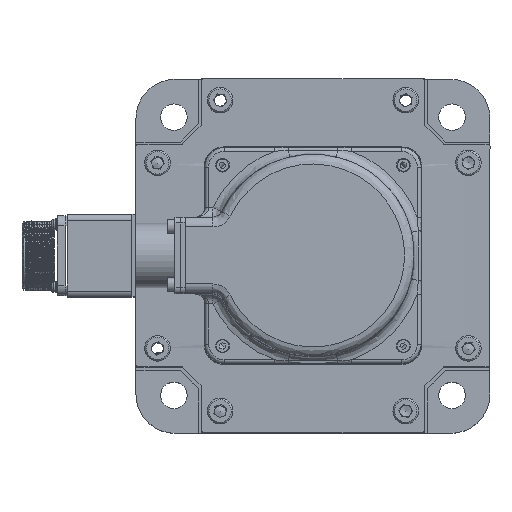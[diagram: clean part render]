
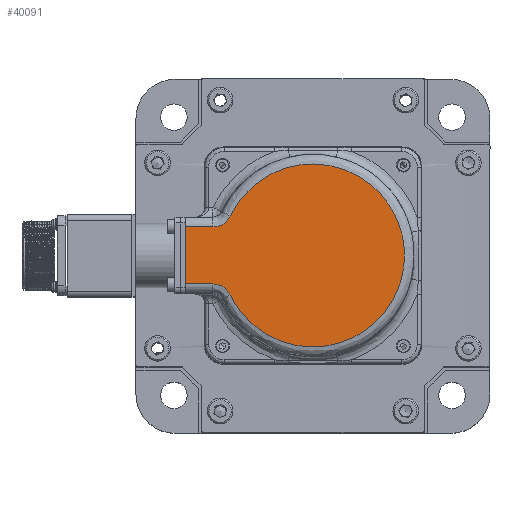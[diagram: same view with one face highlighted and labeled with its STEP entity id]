
A CAD part, top view. The second image highlights one B-rep face of the part: STEP entity #40091.
In plain terms, the highlighted planar face has unit normal (0, 0, 1).
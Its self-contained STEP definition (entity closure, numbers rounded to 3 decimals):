
#2410 = EDGE_LOOP ( 'NONE', ( #24782, #22611, #21860, #20139, #18899, #17020 ) ) ;
#2480 = CARTESIAN_POINT ( 'NONE',  ( -44.777, 16.545, 382. ) ) ;
#5720 = B_SPLINE_CURVE_WITH_KNOTS ( 'NONE', 3,
 ( #54596, #40510, #45301, #16719, #50057, #21407, #54796, #26170, #59583, #31003, #2480, #35861, #7325, #40718, #12167, #45507, #16916, #50253, #21599, #54989, #26369, #59789 ),
 .UNSPECIFIED., .F., .F.,
 ( 4, 1, 1, 1, 1, 2, 2, 2, 1, 1, 1, 1, 2, 2, 4 ),
 ( 0., 0.125, 0.188, 0.219, 0.234, 0.242, 0.25, 0.5, 0.625, 0.688, 0.719, 0.734, 0.742, 0.75, 1. ),
 .UNSPECIFIED. ) ;
#6169 = CARTESIAN_POINT ( 'NONE',  ( -65., 0., 382. ) ) ;
#6373 = CARTESIAN_POINT ( 'NONE',  ( -46.96, -14.5, 382. ) ) ;
#7325 = CARTESIAN_POINT ( 'NONE',  ( -46.627, 15.442, 382. ) ) ;
#7903 = EDGE_CURVE ( 'NONE', #36410, #30581, #41354, .T. ) ;
#12167 = CARTESIAN_POINT ( 'NONE',  ( -47.795, 14.997, 382. ) ) ;
#12255 = CARTESIAN_POINT ( 'NONE',  ( -41.901, -20.164, 382. ) ) ;
#14548 = VERTEX_POINT ( 'NONE', #24443 ) ;
#15773 = CARTESIAN_POINT ( 'NONE',  ( -43.614, -16.603, 382. ) ) ;
#16719 = CARTESIAN_POINT ( 'NONE',  ( -42.905, 18.5, 382. ) ) ;
#16916 = CARTESIAN_POINT ( 'NONE',  ( -48.081, 14.909, 382. ) ) ;
#17020 = ORIENTED_EDGE ( 'NONE', *, *, #26567, .T. ) ;
#17971 = CARTESIAN_POINT ( 'NONE',  ( 0., -14.5, 382. ) ) ;
#18281 = LINE ( 'NONE', #25377, #43795 ) ;
#18899 = ORIENTED_EDGE ( 'NONE', *, *, #27446, .T. ) ;
#20139 = ORIENTED_EDGE ( 'NONE', *, *, #33443, .T. ) ;
#21407 = CARTESIAN_POINT ( 'NONE',  ( -43.284, 18.032, 382. ) ) ;
#21599 = CARTESIAN_POINT ( 'NONE',  ( -48.169, 14.883, 382. ) ) ;
#21860 = ORIENTED_EDGE ( 'NONE', *, *, #43912, .T. ) ;
#22611 = ORIENTED_EDGE ( 'NONE', *, *, #7903, .F. ) ;
#24443 = CARTESIAN_POINT ( 'NONE',  ( -65., 14.5, 382. ) ) ;
#24782 = ORIENTED_EDGE ( 'NONE', *, *, #42867, .F. ) ;
#25377 = CARTESIAN_POINT ( 'NONE',  ( 0., 14.5, 382. ) ) ;
#25420 = VECTOR ( 'NONE', #27452, 1000. ) ;
#25672 = LINE ( 'NONE', #17971, #25420 ) ;
#26170 = CARTESIAN_POINT ( 'NONE',  ( -43.378, 17.924, 382. ) ) ;
#26369 = CARTESIAN_POINT ( 'NONE',  ( -49.989, 14.5, 382. ) ) ;
#26567 = EDGE_CURVE ( 'NONE', #33560, #57415, #25672, .T. ) ;
#27446 = EDGE_CURVE ( 'NONE', #14548, #33560, #33284, .T. ) ;
#27452 = DIRECTION ( 'NONE',  ( 1., 0., 0. ) ) ;
#30581 = VERTEX_POINT ( 'NONE', #12255 ) ;
#31003 = CARTESIAN_POINT ( 'NONE',  ( -44.052, 17.16, 382. ) ) ;
#31874 = CARTESIAN_POINT ( 'NONE',  ( -41.901, 20.164, 382. ) ) ;
#31886 = FACE_OUTER_BOUND ( 'NONE', #2410, .T. ) ;
#31957 = CARTESIAN_POINT ( 'NONE',  ( -50.912, -14.5, 382. ) ) ;
#33224 = VECTOR ( 'NONE', #34705, 1000. ) ;
#33284 = LINE ( 'NONE', #6169, #33224 ) ;
#33443 = EDGE_CURVE ( 'NONE', #54212, #14548, #18281, .T. ) ;
#33560 = VERTEX_POINT ( 'NONE', #35470 ) ;
#33787 =( BOUNDED_CURVE ( )  B_SPLINE_CURVE ( 3, ( #49131, #15773, #6373, #39771 ),
 .UNSPECIFIED., .F., .F. ) 
 B_SPLINE_CURVE_WITH_KNOTS ( ( 4, 4 ),
 ( 0., 1. ),
 .UNSPECIFIED. ) 
 CURVE ( )  GEOMETRIC_REPRESENTATION_ITEM ( )  RATIONAL_B_SPLINE_CURVE ( ( 1., 0.898, 0.898, 1. ) ) 
 REPRESENTATION_ITEM ( '' )  );
#34705 = DIRECTION ( 'NONE',  ( 0., -1., 0. ) ) ;
#35470 = CARTESIAN_POINT ( 'NONE',  ( -65., -14.5, 382. ) ) ;
#35861 = CARTESIAN_POINT ( 'NONE',  ( -45.997, 15.778, 382. ) ) ;
#36410 = VERTEX_POINT ( 'NONE', #31874 ) ;
#36751 = CARTESIAN_POINT ( 'NONE',  ( -50.912, 14.5, 382. ) ) ;
#36955 = AXIS2_PLACEMENT_3D ( 'NONE', #37646, #51790, #47258 ) ;
#37646 = CARTESIAN_POINT ( 'NONE',  ( 0., 0., 382. ) ) ;
#39771 = CARTESIAN_POINT ( 'NONE',  ( -50.912, -14.5, 382. ) ) ;
#40091 = ADVANCED_FACE ( 'NONE', ( #31886 ), #42485, .T. ) ;
#40510 = CARTESIAN_POINT ( 'NONE',  ( -42.101, 19.748, 382. ) ) ;
#40718 = CARTESIAN_POINT ( 'NONE',  ( -47.4, 15.131, 382. ) ) ;
#41354 =( BOUNDED_CURVE ( )  B_SPLINE_CURVE ( 3, ( #61162, #43561, #61372, #61083, #61020, #60971, #60962 ),
 .UNSPECIFIED., .F., .T. ) 
 B_SPLINE_CURVE_WITH_KNOTS ( ( 4, 3, 4 ),
 ( 0., 0.5, 1. ),
 .UNSPECIFIED. ) 
 CURVE ( )  GEOMETRIC_REPRESENTATION_ITEM ( )  RATIONAL_B_SPLINE_CURVE ( ( 1., 0.482, 0.482, 1., 0.482, 0.482, 1. ) ) 
 REPRESENTATION_ITEM ( '' )  );
#42485 = PLANE ( 'NONE',  #36955 ) ;
#42867 = EDGE_CURVE ( 'NONE', #30581, #57415, #33787, .T. ) ;
#43561 = CARTESIAN_POINT ( 'NONE',  ( -14.687, 76.715, 382. ) ) ;
#43795 = VECTOR ( 'NONE', #58778, 1000. ) ;
#43912 = EDGE_CURVE ( 'NONE', #36410, #54212, #5720, .T. ) ;
#45301 = CARTESIAN_POINT ( 'NONE',  ( -42.44, 19.151, 382. ) ) ;
#45507 = CARTESIAN_POINT ( 'NONE',  ( -47.995, 14.934, 382. ) ) ;
#47258 = DIRECTION ( 'NONE',  ( 1., 0., 0. ) ) ;
#49131 = CARTESIAN_POINT ( 'NONE',  ( -41.901, -20.164, 382. ) ) ;
#50057 = CARTESIAN_POINT ( 'NONE',  ( -43.155, 18.187, 382. ) ) ;
#50253 = CARTESIAN_POINT ( 'NONE',  ( -48.139, 14.892, 382. ) ) ;
#51790 = DIRECTION ( 'NONE',  ( 0., 0., 1. ) ) ;
#54212 = VERTEX_POINT ( 'NONE', #36751 ) ;
#54596 = CARTESIAN_POINT ( 'NONE',  ( -41.901, 20.164, 382. ) ) ;
#54796 = CARTESIAN_POINT ( 'NONE',  ( -43.341, 17.967, 382. ) ) ;
#54989 = CARTESIAN_POINT ( 'NONE',  ( -49.084, 14.625, 382. ) ) ;
#57415 = VERTEX_POINT ( 'NONE', #31957 ) ;
#58778 = DIRECTION ( 'NONE',  ( -1., 0., 0. ) ) ;
#59583 = CARTESIAN_POINT ( 'NONE',  ( -43.397, 17.903, 382. ) ) ;
#59789 = CARTESIAN_POINT ( 'NONE',  ( -50.912, 14.5, 382. ) ) ;
#60962 = CARTESIAN_POINT ( 'NONE',  ( -41.901, -20.164, 382. ) ) ;
#60971 = CARTESIAN_POINT ( 'NONE',  ( -14.687, -76.715, 382. ) ) ;
#61020 = CARTESIAN_POINT ( 'NONE',  ( 46.5, -62.758, 382. ) ) ;
#61083 = CARTESIAN_POINT ( 'NONE',  ( 46.5, 0., 382. ) ) ;
#61162 = CARTESIAN_POINT ( 'NONE',  ( -41.901, 20.164, 382. ) ) ;
#61372 = CARTESIAN_POINT ( 'NONE',  ( 46.5, 62.758, 382. ) ) ;
